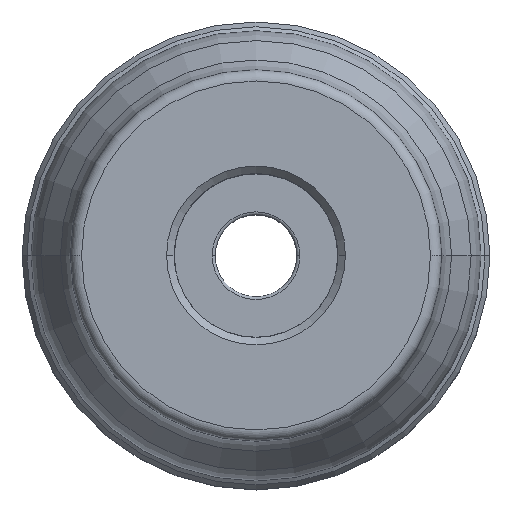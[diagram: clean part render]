
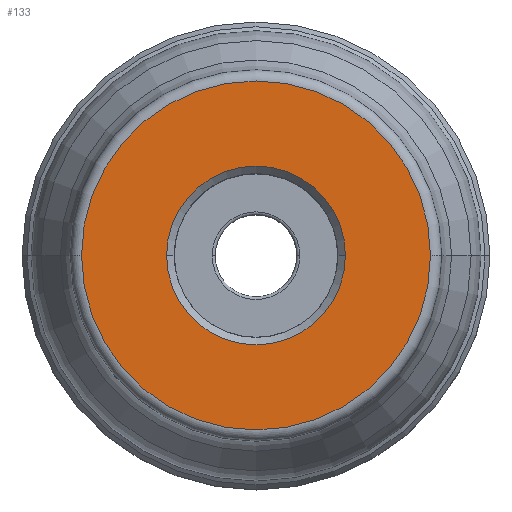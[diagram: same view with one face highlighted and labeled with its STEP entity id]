
A CAD part, top view. The second image highlights one B-rep face of the part: STEP entity #133.
In plain terms, the highlighted planar face has unit normal (0, 0, 1).
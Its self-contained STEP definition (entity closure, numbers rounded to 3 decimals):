
#80=PLANE('',#1451);
#89=FACE_BOUND('',#310,.T.);
#90=FACE_BOUND('',#311,.T.);
#133=ADVANCED_FACE('',(#89,#90),#80,.F.);
#310=EDGE_LOOP('',(#514,#515,#516,#517));
#311=EDGE_LOOP('',(#518,#519));
#514=ORIENTED_EDGE('',*,*,#884,.F.);
#515=ORIENTED_EDGE('',*,*,#882,.T.);
#516=ORIENTED_EDGE('',*,*,#881,.T.);
#517=ORIENTED_EDGE('',*,*,#885,.T.);
#518=ORIENTED_EDGE('',*,*,#886,.T.);
#519=ORIENTED_EDGE('',*,*,#887,.T.);
#746=VERTEX_POINT('',#2217);
#747=VERTEX_POINT('',#2219);
#748=VERTEX_POINT('',#2221);
#749=VERTEX_POINT('',#2225);
#750=VERTEX_POINT('',#2229);
#751=VERTEX_POINT('',#2230);
#881=EDGE_CURVE('',#747,#746,#1033,.T.);
#882=EDGE_CURVE('',#748,#747,#1034,.T.);
#884=EDGE_CURVE('',#748,#749,#1036,.T.);
#885=EDGE_CURVE('',#746,#749,#1037,.T.);
#886=EDGE_CURVE('',#750,#751,#1038,.T.);
#887=EDGE_CURVE('',#751,#750,#1039,.T.);
#1033=CIRCLE('',#1442,23.5);
#1034=CIRCLE('',#1443,23.5);
#1036=CIRCLE('',#1446,23.5);
#1037=CIRCLE('',#1447,23.5);
#1038=CIRCLE('',#1449,12.035);
#1039=CIRCLE('',#1450,12.035);
#1442=AXIS2_PLACEMENT_3D('',#2218,#1786,#1787);
#1443=AXIS2_PLACEMENT_3D('',#2220,#1788,#1789);
#1446=AXIS2_PLACEMENT_3D('',#2224,#1794,#1795);
#1447=AXIS2_PLACEMENT_3D('',#2226,#1796,#1797);
#1449=AXIS2_PLACEMENT_3D('',#2228,#1800,#1801);
#1450=AXIS2_PLACEMENT_3D('',#2231,#1802,#1803);
#1451=AXIS2_PLACEMENT_3D('',#2232,#1804,#1805);
#1786=DIRECTION('',(0.,0.,1.));
#1787=DIRECTION('',(1.,-0.001,0.));
#1788=DIRECTION('',(0.,0.,1.));
#1789=DIRECTION('',(-1.,0.,0.));
#1794=DIRECTION('',(0.,0.,-1.));
#1795=DIRECTION('',(-1.,0.,0.));
#1796=DIRECTION('',(0.,0.,1.));
#1797=DIRECTION('',(1.,0.,0.));
#1800=DIRECTION('',(0.,0.,-1.));
#1801=DIRECTION('',(-1.,0.,0.));
#1802=DIRECTION('',(0.,0.,-1.));
#1803=DIRECTION('',(1.,0.,0.));
#1804=DIRECTION('',(0.,0.,-1.));
#1805=DIRECTION('',(1.,0.,0.));
#2217=CARTESIAN_POINT('',(23.5,0.,0.));
#2218=CARTESIAN_POINT('',(0.,0.,0.));
#2219=CARTESIAN_POINT('',(23.5,-0.021,0.));
#2220=CARTESIAN_POINT('',(0.,0.,0.));
#2221=CARTESIAN_POINT('',(-23.5,0.,0.));
#2224=CARTESIAN_POINT('',(0.,0.,0.));
#2225=CARTESIAN_POINT('',(-23.5,0.021,0.));
#2226=CARTESIAN_POINT('',(0.,0.,0.));
#2228=CARTESIAN_POINT('',(0.,0.,0.));
#2229=CARTESIAN_POINT('',(-12.035,0.,0.));
#2230=CARTESIAN_POINT('',(12.035,0.,0.));
#2231=CARTESIAN_POINT('',(0.,0.,0.));
#2232=CARTESIAN_POINT('',(0.,0.,0.));
